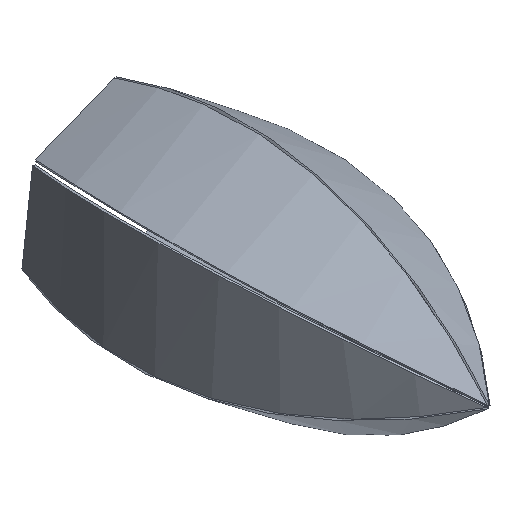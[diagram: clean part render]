
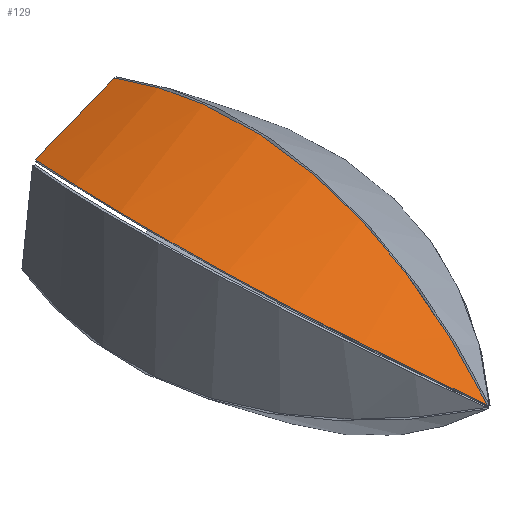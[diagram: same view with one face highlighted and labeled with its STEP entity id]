
A CAD part, isometric view. The second image highlights one B-rep face of the part: STEP entity #129.
In plain terms, the highlighted cylindrical face has radius 264.5 mm (diameter 529 mm), a partial arc.
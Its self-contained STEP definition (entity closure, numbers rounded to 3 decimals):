
#48=LINE('',#324,#52);
#49=LINE('',#325,#53);
#52=VECTOR('',#195,10.);
#53=VECTOR('',#196,10.);
#61=FACE_OUTER_BOUND('',#67,.T.);
#67=EDGE_LOOP('',(#107,#108,#109,#110));
#76=B_SPLINE_CURVE_WITH_KNOTS('',3,(#249,#250,#251,#252,#253,#254,#255,
#256,#257,#258,#259,#260,#261,#262,#263,#264,#265,#266,#267,#268,#269,#270),
 .UNSPECIFIED.,.F.,.F.,(4,2,2,2,2,2,2,2,2,2,4),(17.295,19.985,
22.84,25.723,28.606,31.49,34.373,
37.256,40.14,43.023,43.111),
 .UNSPECIFIED.);
#78=B_SPLINE_CURVE_WITH_KNOTS('',3,(#300,#301,#302,#303,#304,#305,#306,
#307,#308,#309,#310,#311,#312,#313,#314,#315,#316,#317,#318,#319,#320,#321),
 .UNSPECIFIED.,.F.,.F.,(4,2,2,2,2,2,2,2,2,2,4),(2.796,2.883,
5.767,8.65,11.533,14.417,17.3,
20.183,23.067,25.922,28.611),
 .UNSPECIFIED.);
#81=VERTEX_POINT('',#246);
#82=VERTEX_POINT('',#248);
#85=VERTEX_POINT('',#297);
#86=VERTEX_POINT('',#299);
#89=EDGE_CURVE('',#82,#81,#76,.T.);
#93=EDGE_CURVE('',#86,#85,#78,.T.);
#95=EDGE_CURVE('',#81,#86,#48,.T.);
#96=EDGE_CURVE('',#85,#82,#49,.T.);
#107=ORIENTED_EDGE('',*,*,#89,.T.);
#108=ORIENTED_EDGE('',*,*,#95,.T.);
#109=ORIENTED_EDGE('',*,*,#93,.T.);
#110=ORIENTED_EDGE('',*,*,#96,.T.);
#125=CYLINDRICAL_SURFACE('',#166,264.5);
#129=ADVANCED_FACE('',(#61),#125,.T.);
#166=AXIS2_PLACEMENT_3D('',#323,#193,#194);
#193=DIRECTION('center_axis',(-1.,0.,0.));
#194=DIRECTION('ref_axis',(0.,0.,-1.));
#195=DIRECTION('',(-1.,0.,0.));
#196=DIRECTION('',(1.,0.,0.));
#246=CARTESIAN_POINT('',(0.835,-125.482,31.66));
#248=CARTESIAN_POINT('',(27.959,125.482,31.66));
#249=CARTESIAN_POINT('Ctrl Pts',(27.959,125.482,31.66));
#250=CARTESIAN_POINT('Ctrl Pts',(29.367,117.41,27.31));
#251=CARTESIAN_POINT('Ctrl Pts',(30.586,109.135,23.393));
#252=CARTESIAN_POINT('Ctrl Pts',(32.638,91.805,16.256));
#253=CARTESIAN_POINT('Ctrl Pts',(33.444,82.733,13.092));
#254=CARTESIAN_POINT('Ctrl Pts',(34.512,64.389,7.778));
#255=CARTESIAN_POINT('Ctrl Pts',(34.781,54.91,5.577));
#256=CARTESIAN_POINT('Ctrl Pts',(34.704,35.624,2.227));
#257=CARTESIAN_POINT('Ctrl Pts',(34.358,25.818,1.078));
#258=CARTESIAN_POINT('Ctrl Pts',(33.007,6.088,-0.115));
#259=CARTESIAN_POINT('Ctrl Pts',(32.004,-3.84,-0.157));
#260=CARTESIAN_POINT('Ctrl Pts',(29.344,-23.61,0.87));
#261=CARTESIAN_POINT('Ctrl Pts',(27.687,-33.453,1.94));
#262=CARTESIAN_POINT('Ctrl Pts',(23.77,-52.856,5.149));
#263=CARTESIAN_POINT('Ctrl Pts',(21.506,-62.432,7.29));
#264=CARTESIAN_POINT('Ctrl Pts',(16.452,-81.153,12.569));
#265=CARTESIAN_POINT('Ctrl Pts',(13.661,-90.297,15.707));
#266=CARTESIAN_POINT('Ctrl Pts',(7.67,-107.993,22.862));
#267=CARTESIAN_POINT('Ctrl Pts',(4.47,-116.546,26.88));
#268=CARTESIAN_POINT('Ctrl Pts',(1.038,-124.986,31.393));
#269=CARTESIAN_POINT('Ctrl Pts',(0.936,-125.234,31.526));
#270=CARTESIAN_POINT('Ctrl Pts',(0.835,-125.482,31.66));
#297=CARTESIAN_POINT('',(-26.292,125.482,31.66));
#299=CARTESIAN_POINT('',(0.832,-125.482,31.66));
#300=CARTESIAN_POINT('Ctrl Pts',(0.832,-125.482,31.66));
#301=CARTESIAN_POINT('Ctrl Pts',(0.73,-125.234,31.526));
#302=CARTESIAN_POINT('Ctrl Pts',(0.629,-124.986,31.393));
#303=CARTESIAN_POINT('Ctrl Pts',(-2.804,-116.546,26.88));
#304=CARTESIAN_POINT('Ctrl Pts',(-6.004,-107.993,22.862));
#305=CARTESIAN_POINT('Ctrl Pts',(-11.994,-90.297,15.707));
#306=CARTESIAN_POINT('Ctrl Pts',(-14.785,-81.153,12.569));
#307=CARTESIAN_POINT('Ctrl Pts',(-19.84,-62.432,7.29));
#308=CARTESIAN_POINT('Ctrl Pts',(-22.104,-52.856,5.149));
#309=CARTESIAN_POINT('Ctrl Pts',(-26.021,-33.453,1.94));
#310=CARTESIAN_POINT('Ctrl Pts',(-27.677,-23.61,0.87));
#311=CARTESIAN_POINT('Ctrl Pts',(-30.337,-3.84,-0.157));
#312=CARTESIAN_POINT('Ctrl Pts',(-31.341,6.088,-0.115));
#313=CARTESIAN_POINT('Ctrl Pts',(-32.691,25.818,1.078));
#314=CARTESIAN_POINT('Ctrl Pts',(-33.038,35.624,2.227));
#315=CARTESIAN_POINT('Ctrl Pts',(-33.115,54.91,5.577));
#316=CARTESIAN_POINT('Ctrl Pts',(-32.845,64.389,7.778));
#317=CARTESIAN_POINT('Ctrl Pts',(-31.777,82.733,13.092));
#318=CARTESIAN_POINT('Ctrl Pts',(-30.972,91.805,16.256));
#319=CARTESIAN_POINT('Ctrl Pts',(-28.919,109.135,23.393));
#320=CARTESIAN_POINT('Ctrl Pts',(-27.701,117.41,27.31));
#321=CARTESIAN_POINT('Ctrl Pts',(-26.292,125.482,31.66));
#323=CARTESIAN_POINT('Origin',(0.,0.,
264.5));
#324=CARTESIAN_POINT('',(35.,-125.482,31.66));
#325=CARTESIAN_POINT('',(-35.,125.482,31.66));
